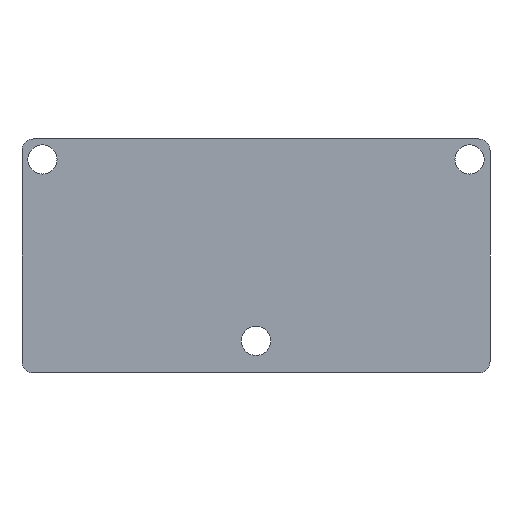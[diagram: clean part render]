
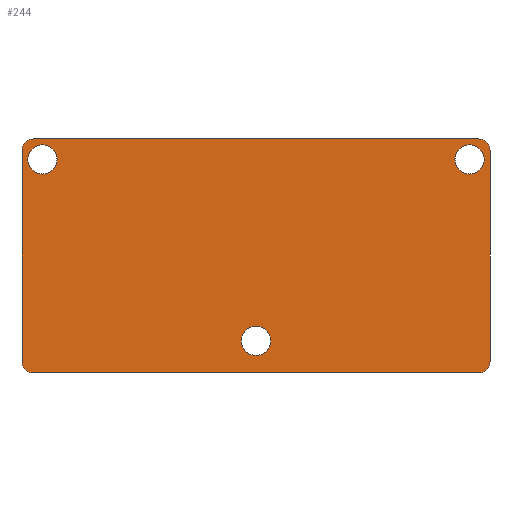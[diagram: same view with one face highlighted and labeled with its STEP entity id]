
A CAD part, front view. The second image highlights one B-rep face of the part: STEP entity #244.
In plain terms, the highlighted planar face has unit normal (0, -1, 0).
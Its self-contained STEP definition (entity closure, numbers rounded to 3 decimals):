
#15=FACE_BOUND('',#46,.T.);
#16=FACE_BOUND('',#47,.T.);
#17=FACE_BOUND('',#48,.T.);
#22=PLANE('',#279);
#32=FACE_OUTER_BOUND('',#45,.T.);
#45=EDGE_LOOP('',(#186,#187,#188,#189,#190,#191,#192,#193));
#46=EDGE_LOOP('',(#194));
#47=EDGE_LOOP('',(#195));
#48=EDGE_LOOP('',(#196));
#64=LINE('',#398,#83);
#67=LINE('',#404,#86);
#68=LINE('',#408,#87);
#69=LINE('',#412,#88);
#83=VECTOR('',#326,10.);
#86=VECTOR('',#331,10.);
#87=VECTOR('',#334,10.);
#88=VECTOR('',#337,10.);
#98=CIRCLE('',#268,2.5);
#100=CIRCLE('',#271,2.5);
#102=CIRCLE('',#274,2.5);
#103=CIRCLE('',#276,2.);
#105=CIRCLE('',#280,2.);
#106=CIRCLE('',#281,2.);
#107=CIRCLE('',#282,2.);
#112=VERTEX_POINT('',#372);
#114=VERTEX_POINT('',#378);
#116=VERTEX_POINT('',#384);
#117=VERTEX_POINT('',#388);
#118=VERTEX_POINT('',#389);
#121=VERTEX_POINT('',#397);
#123=VERTEX_POINT('',#403);
#124=VERTEX_POINT('',#405);
#125=VERTEX_POINT('',#407);
#126=VERTEX_POINT('',#409);
#127=VERTEX_POINT('',#411);
#135=EDGE_CURVE('',#112,#112,#98,.T.);
#138=EDGE_CURVE('',#114,#114,#100,.T.);
#141=EDGE_CURVE('',#116,#116,#102,.T.);
#142=EDGE_CURVE('',#117,#118,#103,.T.);
#146=EDGE_CURVE('',#121,#118,#64,.T.);
#149=EDGE_CURVE('',#117,#123,#67,.T.);
#150=EDGE_CURVE('',#124,#123,#105,.T.);
#151=EDGE_CURVE('',#124,#125,#68,.T.);
#152=EDGE_CURVE('',#126,#125,#106,.T.);
#153=EDGE_CURVE('',#126,#127,#69,.T.);
#154=EDGE_CURVE('',#121,#127,#107,.T.);
#186=ORIENTED_EDGE('',*,*,#142,.F.);
#187=ORIENTED_EDGE('',*,*,#149,.T.);
#188=ORIENTED_EDGE('',*,*,#150,.F.);
#189=ORIENTED_EDGE('',*,*,#151,.T.);
#190=ORIENTED_EDGE('',*,*,#152,.F.);
#191=ORIENTED_EDGE('',*,*,#153,.T.);
#192=ORIENTED_EDGE('',*,*,#154,.F.);
#193=ORIENTED_EDGE('',*,*,#146,.T.);
#194=ORIENTED_EDGE('',*,*,#135,.T.);
#195=ORIENTED_EDGE('',*,*,#138,.T.);
#196=ORIENTED_EDGE('',*,*,#141,.T.);
#244=ADVANCED_FACE('',(#32,#15,#16,#17),#22,.T.);
#268=AXIS2_PLACEMENT_3D('',#374,#300,#301);
#271=AXIS2_PLACEMENT_3D('',#380,#307,#308);
#274=AXIS2_PLACEMENT_3D('',#386,#314,#315);
#276=AXIS2_PLACEMENT_3D('',#390,#318,#319);
#279=AXIS2_PLACEMENT_3D('',#402,#329,#330);
#280=AXIS2_PLACEMENT_3D('',#406,#332,#333);
#281=AXIS2_PLACEMENT_3D('',#410,#335,#336);
#282=AXIS2_PLACEMENT_3D('',#413,#338,#339);
#300=DIRECTION('center_axis',(0.,1.,0.));
#301=DIRECTION('ref_axis',(0.,0.,1.));
#307=DIRECTION('center_axis',(0.,1.,0.));
#308=DIRECTION('ref_axis',(0.,0.,1.));
#314=DIRECTION('center_axis',(0.,1.,0.));
#315=DIRECTION('ref_axis',(0.,0.,1.));
#318=DIRECTION('center_axis',(0.,1.,0.));
#319=DIRECTION('ref_axis',(-0.707,0.,-0.707));
#326=DIRECTION('',(0.,0.,-1.));
#329=DIRECTION('center_axis',(0.,-1.,0.));
#330=DIRECTION('ref_axis',(0.,0.,-1.));
#331=DIRECTION('',(1.,0.,0.));
#332=DIRECTION('center_axis',(0.,1.,0.));
#333=DIRECTION('ref_axis',(0.707,0.,-0.707));
#334=DIRECTION('',(0.,0.,1.));
#335=DIRECTION('center_axis',(0.,1.,0.));
#336=DIRECTION('ref_axis',(0.707,0.,0.707));
#337=DIRECTION('',(-1.,0.,0.));
#338=DIRECTION('center_axis',(0.,1.,0.));
#339=DIRECTION('ref_axis',(-0.707,0.,0.707));
#372=CARTESIAN_POINT('',(36.5,-2.,14.));
#374=CARTESIAN_POINT('Origin',(36.5,-2.,16.5));
#378=CARTESIAN_POINT('',(-36.5,-2.,14.));
#380=CARTESIAN_POINT('Origin',(-36.5,-2.,16.5));
#384=CARTESIAN_POINT('',(0.,-2.,-17.));
#386=CARTESIAN_POINT('Origin',(0.,-2.,-14.5));
#388=CARTESIAN_POINT('',(-38.,-2.,-20.));
#389=CARTESIAN_POINT('',(-40.,-2.,-18.));
#390=CARTESIAN_POINT('Origin',(-38.,-2.,-18.));
#397=CARTESIAN_POINT('',(-40.,-2.,18.));
#398=CARTESIAN_POINT('',(-40.,-2.,20.));
#402=CARTESIAN_POINT('Origin',(0.,-2.,0.));
#403=CARTESIAN_POINT('',(38.,-2.,-20.));
#404=CARTESIAN_POINT('',(-40.,-2.,-20.));
#405=CARTESIAN_POINT('',(40.,-2.,-18.));
#406=CARTESIAN_POINT('Origin',(38.,-2.,-18.));
#407=CARTESIAN_POINT('',(40.,-2.,18.));
#408=CARTESIAN_POINT('',(40.,-2.,-20.));
#409=CARTESIAN_POINT('',(38.,-2.,20.));
#410=CARTESIAN_POINT('Origin',(38.,-2.,18.));
#411=CARTESIAN_POINT('',(-38.,-2.,20.));
#412=CARTESIAN_POINT('',(40.,-2.,20.));
#413=CARTESIAN_POINT('Origin',(-38.,-2.,18.));
